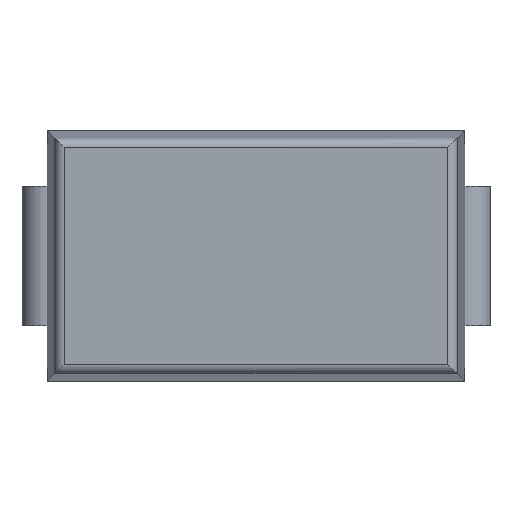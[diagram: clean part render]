
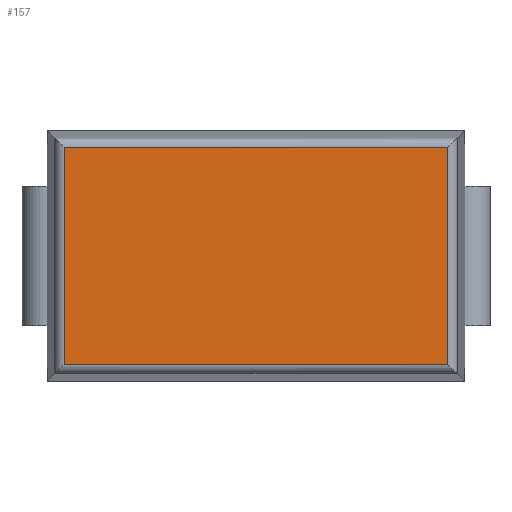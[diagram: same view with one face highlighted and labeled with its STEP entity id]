
A CAD part, top view. The second image highlights one B-rep face of the part: STEP entity #157.
In plain terms, the highlighted planar face has unit normal (0, 0, 1).
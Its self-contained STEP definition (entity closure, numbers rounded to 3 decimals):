
#157=ADVANCED_FACE('',(#229),#199,.T.);
#199=PLANE('',#878);
#229=FACE_OUTER_BOUND('',#271,.T.);
#271=EDGE_LOOP('',(#337,#338,#339,#340));
#337=ORIENTED_EDGE('',*,*,#618,.T.);
#338=ORIENTED_EDGE('',*,*,#619,.T.);
#339=ORIENTED_EDGE('',*,*,#620,.T.);
#340=ORIENTED_EDGE('',*,*,#621,.T.);
#547=VERTEX_POINT('',#1201);
#548=VERTEX_POINT('',#1202);
#549=VERTEX_POINT('',#1204);
#550=VERTEX_POINT('',#1206);
#618=EDGE_CURVE('',#547,#548,#726,.T.);
#619=EDGE_CURVE('',#548,#549,#727,.T.);
#620=EDGE_CURVE('',#549,#550,#728,.T.);
#621=EDGE_CURVE('',#550,#547,#729,.T.);
#726=LINE('',#1200,#812);
#727=LINE('',#1203,#813);
#728=LINE('',#1205,#814);
#729=LINE('',#1207,#815);
#812=VECTOR('',#971,1.);
#813=VECTOR('',#972,1.);
#814=VECTOR('',#973,1.);
#815=VECTOR('',#974,1.);
#878=AXIS2_PLACEMENT_3D('',#1208,#975,#976);
#971=DIRECTION('',(0.,1.,0.));
#972=DIRECTION('',(-1.,0.,0.));
#973=DIRECTION('',(0.,-1.,0.));
#974=DIRECTION('',(1.,0.,0.));
#975=DIRECTION('',(0.,0.,1.));
#976=DIRECTION('',(0.,-1.,0.));
#1200=CARTESIAN_POINT('',(4.321,-0.25,2.37));
#1201=CARTESIAN_POINT('',(4.321,-0.071,2.37));
#1202=CARTESIAN_POINT('',(4.321,2.271,2.37));
#1203=CARTESIAN_POINT('',(0.087,2.271,2.37));
#1204=CARTESIAN_POINT('',(0.179,2.271,2.37));
#1205=CARTESIAN_POINT('',(0.179,-0.25,2.37));
#1206=CARTESIAN_POINT('',(0.179,-0.071,2.37));
#1207=CARTESIAN_POINT('',(4.413,-0.071,2.37));
#1208=CARTESIAN_POINT('',(0.087,-0.25,2.37));
